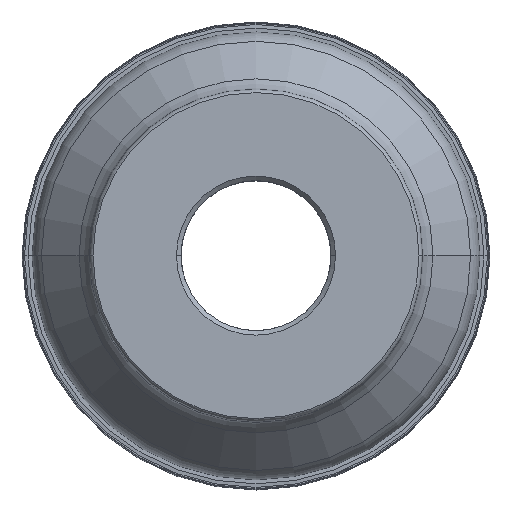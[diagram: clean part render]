
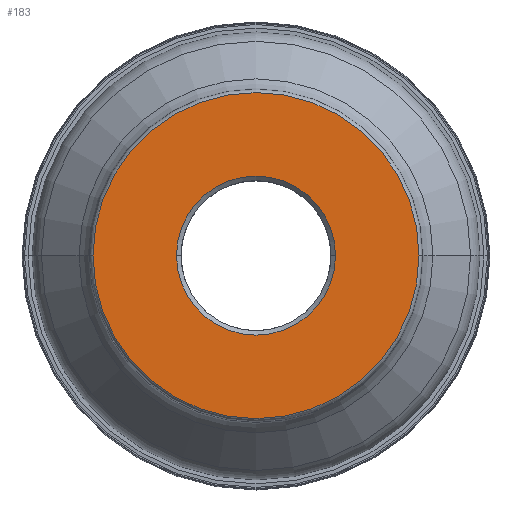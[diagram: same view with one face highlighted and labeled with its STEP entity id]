
A CAD part, top view. The second image highlights one B-rep face of the part: STEP entity #183.
In plain terms, the highlighted planar face has unit normal (0, 0, 1).
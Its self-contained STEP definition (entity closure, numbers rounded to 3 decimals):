
#60=PLANE('',#1673);
#66=FACE_BOUND('',#375,.T.);
#67=FACE_BOUND('',#376,.T.);
#183=ADVANCED_FACE('',(#66,#67),#60,.T.);
#375=EDGE_LOOP('',(#803,#804,#805,#806));
#376=EDGE_LOOP('',(#807,#808,#809,#810));
#485=CIRCLE('',#1662,43.554);
#486=CIRCLE('',#1663,43.554);
#488=CIRCLE('',#1666,43.554);
#489=CIRCLE('',#1667,43.554);
#490=CIRCLE('',#1669,21.235);
#491=CIRCLE('',#1670,21.235);
#492=CIRCLE('',#1671,21.235);
#493=CIRCLE('',#1672,21.235);
#803=ORIENTED_EDGE('',*,*,#1247,.T.);
#804=ORIENTED_EDGE('',*,*,#1251,.T.);
#805=ORIENTED_EDGE('',*,*,#1250,.F.);
#806=ORIENTED_EDGE('',*,*,#1248,.F.);
#807=ORIENTED_EDGE('',*,*,#1252,.T.);
#808=ORIENTED_EDGE('',*,*,#1253,.T.);
#809=ORIENTED_EDGE('',*,*,#1254,.T.);
#810=ORIENTED_EDGE('',*,*,#1255,.T.);
#1061=VERTEX_POINT('',#2600);
#1062=VERTEX_POINT('',#2602);
#1063=VERTEX_POINT('',#2604);
#1064=VERTEX_POINT('',#2608);
#1065=VERTEX_POINT('',#2612);
#1066=VERTEX_POINT('',#2613);
#1067=VERTEX_POINT('',#2615);
#1068=VERTEX_POINT('',#2617);
#1247=EDGE_CURVE('',#1062,#1061,#485,.T.);
#1248=EDGE_CURVE('',#1062,#1063,#486,.T.);
#1250=EDGE_CURVE('',#1063,#1064,#488,.T.);
#1251=EDGE_CURVE('',#1061,#1064,#489,.T.);
#1252=EDGE_CURVE('',#1065,#1066,#490,.T.);
#1253=EDGE_CURVE('',#1066,#1067,#491,.T.);
#1254=EDGE_CURVE('',#1067,#1068,#492,.T.);
#1255=EDGE_CURVE('',#1068,#1065,#493,.T.);
#1662=AXIS2_PLACEMENT_3D('',#2601,#2102,#2103);
#1663=AXIS2_PLACEMENT_3D('',#2603,#2104,#2105);
#1666=AXIS2_PLACEMENT_3D('',#2607,#2110,#2111);
#1667=AXIS2_PLACEMENT_3D('',#2609,#2112,#2113);
#1669=AXIS2_PLACEMENT_3D('',#2611,#2116,#2117);
#1670=AXIS2_PLACEMENT_3D('',#2614,#2118,#2119);
#1671=AXIS2_PLACEMENT_3D('',#2616,#2120,#2121);
#1672=AXIS2_PLACEMENT_3D('',#2618,#2122,#2123);
#1673=AXIS2_PLACEMENT_3D('',#2619,#2124,#2125);
#2102=DIRECTION('',(0.,0.,1.));
#2103=DIRECTION('',(1.,0.,0.));
#2104=DIRECTION('',(0.,0.,-1.));
#2105=DIRECTION('',(-1.,0.,0.));
#2110=DIRECTION('',(0.,0.,-1.));
#2111=DIRECTION('',(-1.,0.,0.));
#2112=DIRECTION('',(0.,0.,1.));
#2113=DIRECTION('',(1.,0.,0.));
#2116=DIRECTION('',(0.,0.,-1.));
#2117=DIRECTION('',(0.,1.,0.));
#2118=DIRECTION('',(0.,0.,-1.));
#2119=DIRECTION('',(1.,0.,0.));
#2120=DIRECTION('',(0.,0.,-1.));
#2121=DIRECTION('',(0.,-1.,0.));
#2122=DIRECTION('',(0.,0.,-1.));
#2123=DIRECTION('',(-1.,0.,0.));
#2124=DIRECTION('',(0.,0.,1.));
#2125=DIRECTION('',(0.,1.,0.));
#2600=CARTESIAN_POINT('',(43.554,0.,0.));
#2601=CARTESIAN_POINT('',(0.,0.,0.));
#2602=CARTESIAN_POINT('',(43.554,-0.021,0.));
#2603=CARTESIAN_POINT('',(0.,0.,0.));
#2604=CARTESIAN_POINT('',(-43.554,0.,0.));
#2607=CARTESIAN_POINT('',(0.,0.,0.));
#2608=CARTESIAN_POINT('',(-43.554,0.021,0.));
#2609=CARTESIAN_POINT('',(0.,0.,0.));
#2611=CARTESIAN_POINT('',(0.,0.,0.));
#2612=CARTESIAN_POINT('',(0.,21.235,0.));
#2613=CARTESIAN_POINT('',(21.235,0.,0.));
#2614=CARTESIAN_POINT('',(0.,0.,0.));
#2615=CARTESIAN_POINT('',(0.,-21.235,0.));
#2616=CARTESIAN_POINT('',(0.,0.,0.));
#2617=CARTESIAN_POINT('',(-21.235,0.,0.));
#2618=CARTESIAN_POINT('',(0.,0.,0.));
#2619=CARTESIAN_POINT('',(0.,0.,0.));
